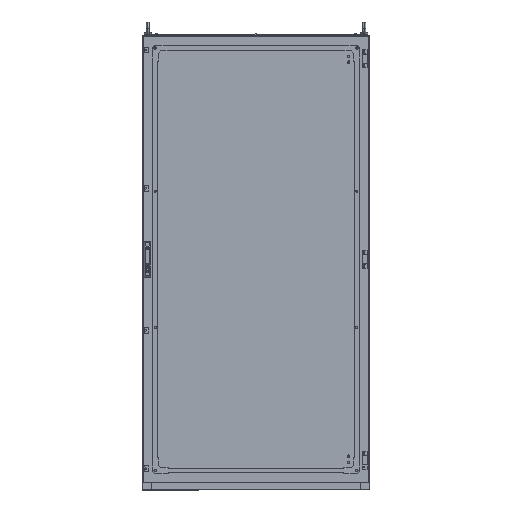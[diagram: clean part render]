
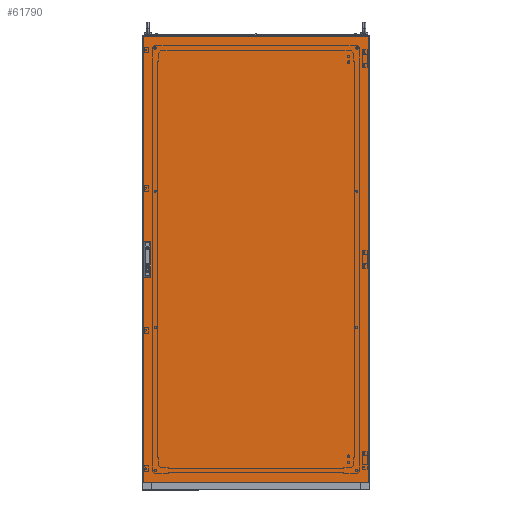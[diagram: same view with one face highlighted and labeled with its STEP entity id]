
A CAD part, top view. The second image highlights one B-rep face of the part: STEP entity #61790.
In plain terms, the highlighted planar face has unit normal (0, 0, 1).
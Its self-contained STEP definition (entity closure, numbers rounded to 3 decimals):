
#1466 = CARTESIAN_POINT ( 'NONE',  ( -490.7, -61.5, 0. ) ) ;
#1962 = LINE ( 'NONE', #115120, #69803 ) ;
#3596 = VECTOR ( 'NONE', #67534, 1000. ) ;
#3790 = CARTESIAN_POINT ( 'NONE',  ( -465.7, -11.5, 0. ) ) ;
#4265 = PLANE ( 'NONE',  #78406 ) ;
#6228 = CARTESIAN_POINT ( 'NONE',  ( -497., 997., 0. ) ) ;
#7981 = VECTOR ( 'NONE', #65116, 1000. ) ;
#8099 = CARTESIAN_POINT ( 'NONE',  ( -465.7, 38.5, 0. ) ) ;
#8269 = ORIENTED_EDGE ( 'NONE', *, *, #180181, .T. ) ;
#9821 = CARTESIAN_POINT ( 'NONE',  ( -465.7, 88.5, 0. ) ) ;
#10634 = CARTESIAN_POINT ( 'NONE',  ( -465.7, 38.5, 0. ) ) ;
#10769 = LINE ( 'NONE', #9821, #154102 ) ;
#15316 = EDGE_CURVE ( 'NONE', #23766, #71001, #90611, .T. ) ;
#17596 = EDGE_CURVE ( 'NONE', #120420, #23766, #169300, .T. ) ;
#21110 = LINE ( 'NONE', #6228, #56557 ) ;
#23137 = CARTESIAN_POINT ( 'NONE',  ( -490.7, 88.5, 0. ) ) ;
#23766 = VERTEX_POINT ( 'NONE', #124564 ) ;
#24146 = CARTESIAN_POINT ( 'NONE',  ( -497., 997., 0. ) ) ;
#25320 = DIRECTION ( 'NONE',  ( 1., 0., 0. ) ) ;
#25817 = EDGE_CURVE ( 'NONE', #179274, #88983, #62627, .T. ) ;
#26066 = ORIENTED_EDGE ( 'NONE', *, *, #120962, .F. ) ;
#30139 = ORIENTED_EDGE ( 'NONE', *, *, #178258, .F. ) ;
#31837 = VECTOR ( 'NONE', #61582, 1000. ) ;
#33489 = LINE ( 'NONE', #1466, #145209 ) ;
#34365 = CARTESIAN_POINT ( 'NONE',  ( -465.7, -61.5, 0. ) ) ;
#34807 = VECTOR ( 'NONE', #179438, 1000. ) ;
#38363 = VERTEX_POINT ( 'NONE', #71917 ) ;
#48162 = FACE_OUTER_BOUND ( 'NONE', #120003, .T. ) ;
#54317 = ORIENTED_EDGE ( 'NONE', *, *, #25817, .T. ) ;
#55415 = CARTESIAN_POINT ( 'NONE',  ( -497., -970., 0. ) ) ;
#56557 = VECTOR ( 'NONE', #57918, 1000. ) ;
#57918 = DIRECTION ( 'NONE',  ( 0., -1., 0. ) ) ;
#59864 = DIRECTION ( 'NONE',  ( 1., 0., 0. ) ) ;
#61582 = DIRECTION ( 'NONE',  ( 0., 1., 0. ) ) ;
#61790 = ADVANCED_FACE ( 'NONE', ( #72553, #87482, #48162 ), #4265, .T. ) ;
#62301 = EDGE_CURVE ( 'NONE', #164169, #74033, #1962, .T. ) ;
#62627 = LINE ( 'NONE', #148687, #34807 ) ;
#65116 = DIRECTION ( 'NONE',  ( 0., 1., 0. ) ) ;
#67205 = ORIENTED_EDGE ( 'NONE', *, *, #179973, .F. ) ;
#67534 = DIRECTION ( 'NONE',  ( 0., -1., 0. ) ) ;
#69803 = VECTOR ( 'NONE', #59864, 1000. ) ;
#71001 = VERTEX_POINT ( 'NONE', #3790 ) ;
#71917 = CARTESIAN_POINT ( 'NONE',  ( -465.7, 88.5, 0. ) ) ;
#72553 = FACE_BOUND ( 'NONE', #159459, .T. ) ;
#73817 = EDGE_CURVE ( 'NONE', #160616, #120420, #33489, .T. ) ;
#74033 = VERTEX_POINT ( 'NONE', #106108 ) ;
#74096 = DIRECTION ( 'NONE',  ( 0., 1., 0. ) ) ;
#74914 = ORIENTED_EDGE ( 'NONE', *, *, #147581, .F. ) ;
#77764 = DIRECTION ( 'NONE',  ( -1., 0., 0. ) ) ;
#78406 = AXIS2_PLACEMENT_3D ( 'NONE', #132341, #176265, #131400 ) ;
#82967 = ORIENTED_EDGE ( 'NONE', *, *, #17596, .F. ) ;
#87482 = FACE_BOUND ( 'NONE', #90660, .T. ) ;
#88983 = VERTEX_POINT ( 'NONE', #24146 ) ;
#89059 = CARTESIAN_POINT ( 'NONE',  ( 497., 997., 0. ) ) ;
#90611 = LINE ( 'NONE', #34365, #31837 ) ;
#90660 = EDGE_LOOP ( 'NONE', ( #135105, #30139, #122495, #82967 ) ) ;
#93232 = LINE ( 'NONE', #8099, #7981 ) ;
#93615 = CARTESIAN_POINT ( 'NONE',  ( -465.7, -11.5, 0. ) ) ;
#95431 = CARTESIAN_POINT ( 'NONE',  ( -490.7, 38.5, 0. ) ) ;
#98189 = CARTESIAN_POINT ( 'NONE',  ( -465.7, 38.5, 0. ) ) ;
#102262 = CARTESIAN_POINT ( 'NONE',  ( -490.7, -11.5, 0. ) ) ;
#102886 = ORIENTED_EDGE ( 'NONE', *, *, #177103, .F. ) ;
#103544 = EDGE_CURVE ( 'NONE', #74033, #179274, #128433, .T. ) ;
#106108 = CARTESIAN_POINT ( 'NONE',  ( 497., -970., 0. ) ) ;
#108380 = VECTOR ( 'NONE', #77764, 1000. ) ;
#108777 = ORIENTED_EDGE ( 'NONE', *, *, #62301, .T. ) ;
#113272 = VECTOR ( 'NONE', #25320, 1000. ) ;
#115120 = CARTESIAN_POINT ( 'NONE',  ( -497., -970., 0. ) ) ;
#120003 = EDGE_LOOP ( 'NONE', ( #8269, #108777, #137899, #54317 ) ) ;
#120420 = VERTEX_POINT ( 'NONE', #146068 ) ;
#120962 = EDGE_CURVE ( 'NONE', #38363, #163843, #10769, .T. ) ;
#122495 = ORIENTED_EDGE ( 'NONE', *, *, #15316, .F. ) ;
#124564 = CARTESIAN_POINT ( 'NONE',  ( -465.7, -61.5, 0. ) ) ;
#124868 = CARTESIAN_POINT ( 'NONE',  ( 497., 997., 0. ) ) ;
#127685 = VERTEX_POINT ( 'NONE', #95431 ) ;
#128112 = LINE ( 'NONE', #98189, #171695 ) ;
#128433 = LINE ( 'NONE', #89059, #154381 ) ;
#131400 = DIRECTION ( 'NONE',  ( 1., 0., 0. ) ) ;
#132341 = CARTESIAN_POINT ( 'NONE',  ( 0., 0., 0. ) ) ;
#135105 = ORIENTED_EDGE ( 'NONE', *, *, #73817, .F. ) ;
#135870 = LINE ( 'NONE', #167579, #3596 ) ;
#137899 = ORIENTED_EDGE ( 'NONE', *, *, #103544, .T. ) ;
#140376 = CARTESIAN_POINT ( 'NONE',  ( -465.7, -61.5, 0. ) ) ;
#145209 = VECTOR ( 'NONE', #155713, 1000. ) ;
#146068 = CARTESIAN_POINT ( 'NONE',  ( -490.7, -61.5, 0. ) ) ;
#146683 = VERTEX_POINT ( 'NONE', #10634 ) ;
#147581 = EDGE_CURVE ( 'NONE', #146683, #38363, #93232, .T. ) ;
#148687 = CARTESIAN_POINT ( 'NONE',  ( -497., 997., 0. ) ) ;
#150639 = LINE ( 'NONE', #93615, #108380 ) ;
#154102 = VECTOR ( 'NONE', #179970, 1000. ) ;
#154381 = VECTOR ( 'NONE', #74096, 1000. ) ;
#155195 = DIRECTION ( 'NONE',  ( 1., 0., 0. ) ) ;
#155713 = DIRECTION ( 'NONE',  ( 0., -1., 0. ) ) ;
#159459 = EDGE_LOOP ( 'NONE', ( #102886, #26066, #74914, #67205 ) ) ;
#160616 = VERTEX_POINT ( 'NONE', #102262 ) ;
#163843 = VERTEX_POINT ( 'NONE', #23137 ) ;
#164169 = VERTEX_POINT ( 'NONE', #55415 ) ;
#167579 = CARTESIAN_POINT ( 'NONE',  ( -490.7, 38.5, 0. ) ) ;
#169300 = LINE ( 'NONE', #140376, #113272 ) ;
#171695 = VECTOR ( 'NONE', #155195, 1000. ) ;
#176265 = DIRECTION ( 'NONE',  ( 0., 0., 1. ) ) ;
#177103 = EDGE_CURVE ( 'NONE', #163843, #127685, #135870, .T. ) ;
#178258 = EDGE_CURVE ( 'NONE', #71001, #160616, #150639, .T. ) ;
#179274 = VERTEX_POINT ( 'NONE', #124868 ) ;
#179438 = DIRECTION ( 'NONE',  ( -1., 0., 0. ) ) ;
#179970 = DIRECTION ( 'NONE',  ( -1., 0., 0. ) ) ;
#179973 = EDGE_CURVE ( 'NONE', #127685, #146683, #128112, .T. ) ;
#180181 = EDGE_CURVE ( 'NONE', #88983, #164169, #21110, .T. ) ;
